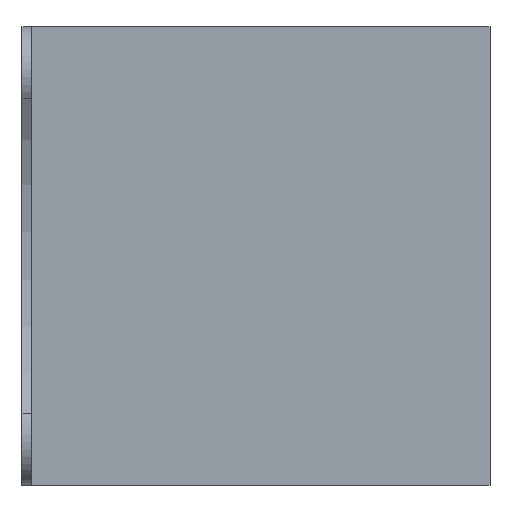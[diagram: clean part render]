
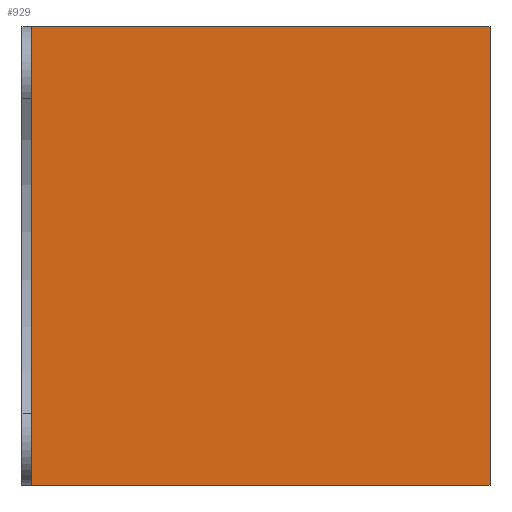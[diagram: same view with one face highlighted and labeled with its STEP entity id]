
A CAD part, front view. The second image highlights one B-rep face of the part: STEP entity #929.
In plain terms, the highlighted planar face has unit normal (0, -1, 0).
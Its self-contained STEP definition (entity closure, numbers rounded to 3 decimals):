
#11 = EDGE_CURVE ( 'NONE', #276, #449, #532, .T. ) ;
#124 = LINE ( 'NONE', #496, #332 ) ;
#135 = CARTESIAN_POINT ( 'NONE',  ( 0., 0., -50. ) ) ;
#215 = DIRECTION ( 'NONE',  ( 0., 1., 0. ) ) ;
#218 = ORIENTED_EDGE ( 'NONE', *, *, #659, .F. ) ;
#270 = DIRECTION ( 'NONE',  ( 0., 0., 1. ) ) ;
#276 = VERTEX_POINT ( 'NONE', #431 ) ;
#290 = CARTESIAN_POINT ( 'NONE',  ( 0., 0., 0. ) ) ;
#297 = AXIS2_PLACEMENT_3D ( 'NONE', #290, #215, #981 ) ;
#299 = ORIENTED_EDGE ( 'NONE', *, *, #709, .F. ) ;
#332 = VECTOR ( 'NONE', #270, 1000. ) ;
#379 = VERTEX_POINT ( 'NONE', #424 ) ;
#424 = CARTESIAN_POINT ( 'NONE',  ( -50., 0., 0. ) ) ;
#431 = CARTESIAN_POINT ( 'NONE',  ( 0., 0., 0. ) ) ;
#444 = VECTOR ( 'NONE', #843, 1000. ) ;
#449 = VERTEX_POINT ( 'NONE', #135 ) ;
#467 = EDGE_LOOP ( 'NONE', ( #503, #674, #299, #218 ) ) ;
#481 = CARTESIAN_POINT ( 'NONE',  ( 0., 0., 0. ) ) ;
#487 = DIRECTION ( 'NONE',  ( 1., 0., 0. ) ) ;
#496 = CARTESIAN_POINT ( 'NONE',  ( -50., 0., 0. ) ) ;
#503 = ORIENTED_EDGE ( 'NONE', *, *, #11, .F. ) ;
#511 = FACE_OUTER_BOUND ( 'NONE', #467, .T. ) ;
#532 = LINE ( 'NONE', #786, #444 ) ;
#550 = VECTOR ( 'NONE', #665, 1000. ) ;
#588 = LINE ( 'NONE', #967, #550 ) ;
#622 = EDGE_CURVE ( 'NONE', #379, #276, #783, .T. ) ;
#659 = EDGE_CURVE ( 'NONE', #449, #919, #588, .T. ) ;
#665 = DIRECTION ( 'NONE',  ( -1., 0., 0. ) ) ;
#674 = ORIENTED_EDGE ( 'NONE', *, *, #622, .F. ) ;
#679 = PLANE ( 'NONE',  #297 ) ;
#697 = CARTESIAN_POINT ( 'NONE',  ( -50., 0., -50. ) ) ;
#709 = EDGE_CURVE ( 'NONE', #919, #379, #124, .T. ) ;
#757 = VECTOR ( 'NONE', #487, 1000. ) ;
#783 = LINE ( 'NONE', #481, #757 ) ;
#786 = CARTESIAN_POINT ( 'NONE',  ( 0., 0., 0. ) ) ;
#843 = DIRECTION ( 'NONE',  ( 0., 0., -1. ) ) ;
#919 = VERTEX_POINT ( 'NONE', #697 ) ;
#929 = ADVANCED_FACE ( 'NONE', ( #511 ), #679, .F. ) ;
#967 = CARTESIAN_POINT ( 'NONE',  ( 0., 0., -50. ) ) ;
#981 = DIRECTION ( 'NONE',  ( 0., 0., 1. ) ) ;
